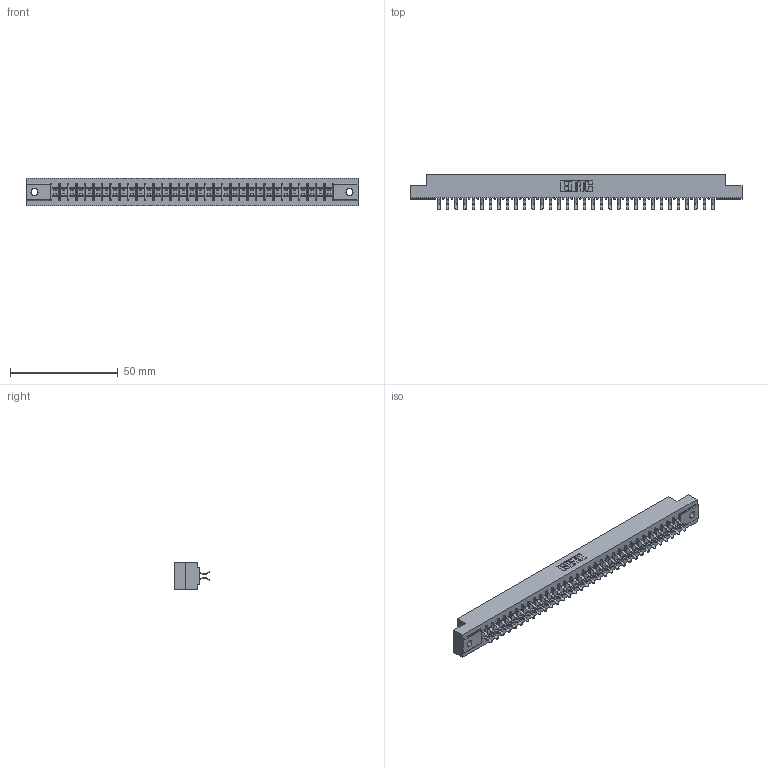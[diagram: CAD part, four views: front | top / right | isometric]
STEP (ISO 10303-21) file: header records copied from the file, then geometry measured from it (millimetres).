
FILE_DESCRIPTION (( 'STEP AP203' ), '1' );
FILE_NAME ('305-066-556-502.STEP', '2019-09-10T03:56:46', ( '' ), ( '' ), 'SwSTEP 2.0', 'SolidWorks 2016', '' );
FILE_SCHEMA (( 'CONFIG_CONTROL_DESIGN' ));
Length unit declared in the file: inch
Products named in the file (3): 305-290-001_556; 305 Part_.128 Dia; 305-066-556-502
Assembly tree (67 placements, depth 2):
  305-066-556-502
    305 Part_.128 Dia
    305-290-001_556  x66
Bounding box: 153.77 x 16.64 x 12.7 mm (x, y, z)
Volume: 15484.5 mm3; surface area: 19976.2 mm2
Topology: 67 solids, 67 shells, 3812 faces, 10975 edges, 7138 vertices
Faces by surface type: plane 2114, cylinder 1566, sphere 132
Entity records: 37050 total; most frequent: CARTESIAN_POINT 6133, ORIENTED_EDGE 6086, DIRECTION 5943, EDGE_CURVE 3043, LINE 2447, VECTOR 2447, VERTEX_POINT 1938, AXIS2_PLACEMENT_3D 1748
